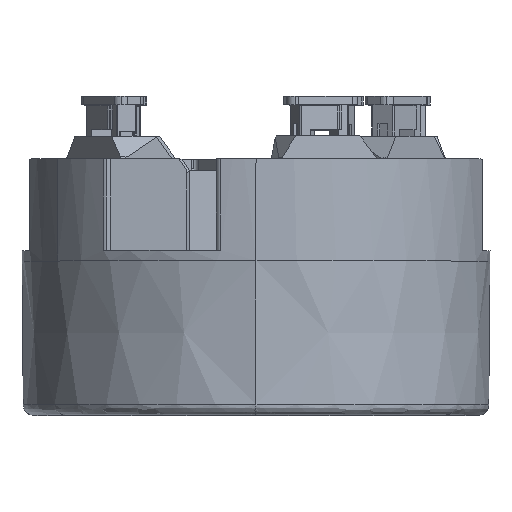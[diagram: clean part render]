
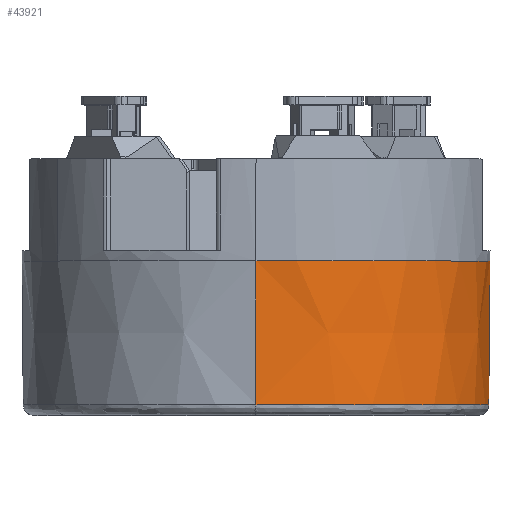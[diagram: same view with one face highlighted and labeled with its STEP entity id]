
A CAD part, top view. The second image highlights one B-rep face of the part: STEP entity #43921.
In plain terms, the highlighted conical face has half-angle 0.5 degrees and reference radius 22 mm.
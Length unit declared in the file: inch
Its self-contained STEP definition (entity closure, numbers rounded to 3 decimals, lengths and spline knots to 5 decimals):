
#20420 = VECTOR ( 'NONE', #116991, 39.37008 ) ;
#21535 = AXIS2_PLACEMENT_3D ( 'NONE', #133802, #34342, #92633 ) ;
#32449 = ORIENTED_EDGE ( 'NONE', *, *, #116255, .T. ) ;
#34074 = EDGE_LOOP ( 'NONE', ( #131263, #51932, #54722, #32449 ) ) ;
#34342 = DIRECTION ( 'NONE',  ( 0., 1., 0. ) ) ;
#36553 = CARTESIAN_POINT ( 'NONE',  ( 0., 0.51181, 0.86614 ) ) ;
#38093 = EDGE_CURVE ( 'NONE', #145606, #38538, #70994, .T. ) ;
#38538 = VERTEX_POINT ( 'NONE', #125513 ) ;
#39933 = VERTEX_POINT ( 'NONE', #107369 ) ;
#42032 = CARTESIAN_POINT ( 'NONE',  ( 0., -0.02003, 0. ) ) ;
#43921 = ADVANCED_FACE ( 'NONE', ( #133046 ), #136108, .T. ) ;
#46278 = DIRECTION ( 'NONE',  ( 0., -1., 0. ) ) ;
#51932 = ORIENTED_EDGE ( 'NONE', *, *, #38093, .F. ) ;
#54722 = ORIENTED_EDGE ( 'NONE', *, *, #121368, .F. ) ;
#63169 = LINE ( 'NONE', #110291, #120911 ) ;
#66677 = DIRECTION ( 'NONE',  ( 0., 0., 1. ) ) ;
#70994 = CIRCLE ( 'NONE', #109251, 0.8615 ) ;
#73108 = VERTEX_POINT ( 'NONE', #36553 ) ;
#80688 = CARTESIAN_POINT ( 'NONE',  ( 0., 0.51181, 0. ) ) ;
#87663 = DIRECTION ( 'NONE',  ( 0., -1., 0. ) ) ;
#92633 = DIRECTION ( 'NONE',  ( 0., 0., 1. ) ) ;
#96431 = EDGE_CURVE ( 'NONE', #38538, #73108, #128184, .T. ) ;
#107369 = CARTESIAN_POINT ( 'NONE',  ( 0.86614, 0.51181, 0. ) ) ;
#109251 = AXIS2_PLACEMENT_3D ( 'NONE', #42032, #87663, #66677 ) ;
#110291 = CARTESIAN_POINT ( 'NONE',  ( 0.86614, 0.51181, 0. ) ) ;
#116255 = EDGE_CURVE ( 'NONE', #39933, #73108, #132424, .T. ) ;
#116991 = DIRECTION ( 'NONE',  ( 0., 1., 0.009 ) ) ;
#119194 = CARTESIAN_POINT ( 'NONE',  ( 0., 0.51181, 0.86614 ) ) ;
#120911 = VECTOR ( 'NONE', #143168, 39.37008 ) ;
#121368 = EDGE_CURVE ( 'NONE', #39933, #145606, #63169, .T. ) ;
#125513 = CARTESIAN_POINT ( 'NONE',  ( 0., -0.02003, 0.8615 ) ) ;
#128184 = LINE ( 'NONE', #119194, #20420 ) ;
#131263 = ORIENTED_EDGE ( 'NONE', *, *, #96431, .F. ) ;
#132424 = CIRCLE ( 'NONE', #141913, 0.86614 ) ;
#133046 = FACE_OUTER_BOUND ( 'NONE', #34074, .T. ) ;
#133802 = CARTESIAN_POINT ( 'NONE',  ( 0., 0.51181, 0. ) ) ;
#136108 = CONICAL_SURFACE ( 'NONE', #21535, 0.86614, 0.009 ) ;
#138917 = DIRECTION ( 'NONE',  ( 0., 0., 1. ) ) ;
#140213 = CARTESIAN_POINT ( 'NONE',  ( 0.8615, -0.02003, 0. ) ) ;
#141913 = AXIS2_PLACEMENT_3D ( 'NONE', #80688, #46278, #138917 ) ;
#143168 = DIRECTION ( 'NONE',  ( -0.009, -1., 0. ) ) ;
#145606 = VERTEX_POINT ( 'NONE', #140213 ) ;
